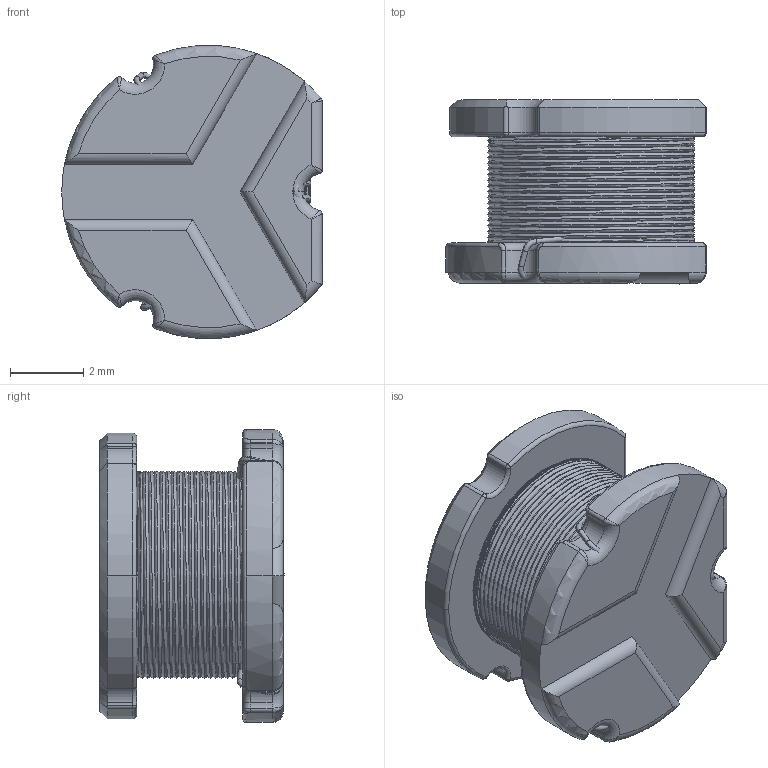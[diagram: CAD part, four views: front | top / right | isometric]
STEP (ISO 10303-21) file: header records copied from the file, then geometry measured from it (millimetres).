
FILE_DESCRIPTION (( 'STEP AP214' ), '1' );
FILE_NAME ('cd0805.STEP', '2021-04-10T12:34:06', ( 'XS' ), ( 'DK' ), 'SwSTEP 2.0', 'SolidWorks 2018', '' );
FILE_SCHEMA (( 'AUTOMOTIVE_DESIGN' ));
Length unit declared in the file: millimetre
Products named in the file (11): no23; cu; cd0805; no1p
Assembly tree (6 placements, depth 2):
  cd0805
    cd0805
    cu
    no1p
    no23  x2
  no1p
  cd0805
  no23
  no23
Bounding box: 7.1 x 5.02 x 7.99 mm (x, y, z)
Volume: 107.9 mm3; surface area: 407.1 mm2
Topology: 5 solids, 5 shells, 161 faces, 369 edges, 205 vertices
Faces by surface type: cylinder 61, torus 46, plane 21, bspline 17, sphere 9, cone 7
Entity records: 10328 total; most frequent: CARTESIAN_POINT 6515, DIRECTION 724, ORIENTED_EDGE 660, EDGE_CURVE 330, AXIS2_PLACEMENT_3D 324, VERTEX_POINT 191, CIRCLE 180, EDGE_LOOP 151
